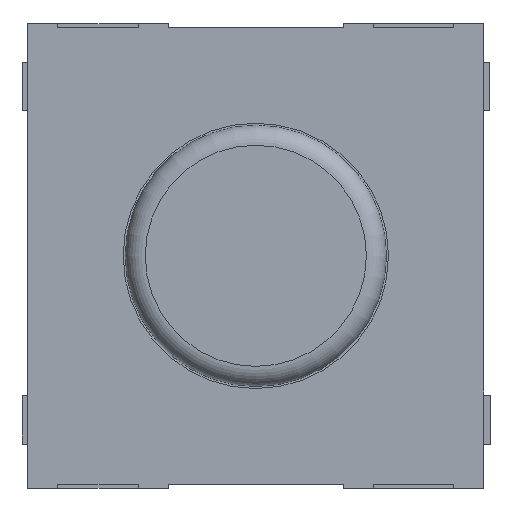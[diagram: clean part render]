
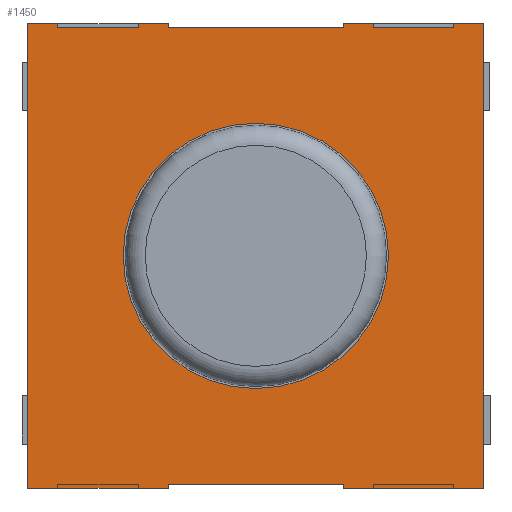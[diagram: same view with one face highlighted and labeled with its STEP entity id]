
A CAD part, top view. The second image highlights one B-rep face of the part: STEP entity #1450.
In plain terms, the highlighted planar face has unit normal (0, 0, 1).
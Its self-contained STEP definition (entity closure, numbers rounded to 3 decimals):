
#19=FACE_BOUND('',#238,.T.);
#80=PLANE('',#1564);
#158=FACE_OUTER_BOUND('',#237,.T.);
#237=EDGE_LOOP('',(#1192,#1193,#1194,#1195,#1196,#1197,#1198,#1199,#1200,
#1201,#1202,#1203,#1204,#1205,#1206,#1207,#1208,#1209,#1210,#1211));
#238=EDGE_LOOP('',(#1212));
#341=LINE('',#2164,#527);
#344=LINE('',#2170,#530);
#350=LINE('',#2181,#536);
#355=LINE('',#2192,#541);
#358=LINE('',#2198,#544);
#364=LINE('',#2209,#550);
#367=LINE('',#2215,#553);
#368=LINE('',#2217,#554);
#369=LINE('',#2219,#555);
#370=LINE('',#2221,#556);
#371=LINE('',#2222,#557);
#372=LINE('',#2224,#558);
#373=LINE('',#2226,#559);
#374=LINE('',#2228,#560);
#375=LINE('',#2230,#561);
#376=LINE('',#2232,#562);
#377=LINE('',#2234,#563);
#378=LINE('',#2236,#564);
#379=LINE('',#2238,#565);
#380=LINE('',#2239,#566);
#527=VECTOR('',#1780,10.);
#530=VECTOR('',#1785,10.);
#536=VECTOR('',#1793,10.);
#541=VECTOR('',#1802,10.);
#544=VECTOR('',#1807,10.);
#550=VECTOR('',#1815,10.);
#553=VECTOR('',#1822,10.);
#554=VECTOR('',#1823,10.);
#555=VECTOR('',#1824,10.);
#556=VECTOR('',#1825,10.);
#557=VECTOR('',#1826,10.);
#558=VECTOR('',#1827,10.);
#559=VECTOR('',#1828,10.);
#560=VECTOR('',#1829,10.);
#561=VECTOR('',#1830,10.);
#562=VECTOR('',#1831,10.);
#563=VECTOR('',#1832,10.);
#564=VECTOR('',#1833,10.);
#565=VECTOR('',#1834,10.);
#566=VECTOR('',#1835,10.);
#659=CIRCLE('',#1554,3.3);
#714=VERTEX_POINT('',#2152);
#718=VERTEX_POINT('',#2161);
#719=VERTEX_POINT('',#2163);
#720=VERTEX_POINT('',#2167);
#724=VERTEX_POINT('',#2176);
#728=VERTEX_POINT('',#2189);
#729=VERTEX_POINT('',#2191);
#730=VERTEX_POINT('',#2195);
#734=VERTEX_POINT('',#2204);
#736=VERTEX_POINT('',#2214);
#737=VERTEX_POINT('',#2216);
#738=VERTEX_POINT('',#2218);
#739=VERTEX_POINT('',#2220);
#740=VERTEX_POINT('',#2223);
#741=VERTEX_POINT('',#2225);
#742=VERTEX_POINT('',#2227);
#743=VERTEX_POINT('',#2229);
#744=VERTEX_POINT('',#2231);
#745=VERTEX_POINT('',#2233);
#746=VERTEX_POINT('',#2235);
#747=VERTEX_POINT('',#2237);
#871=EDGE_CURVE('',#714,#714,#659,.T.);
#876=EDGE_CURVE('',#719,#718,#341,.T.);
#879=EDGE_CURVE('',#718,#720,#344,.T.);
#885=EDGE_CURVE('',#724,#719,#350,.T.);
#890=EDGE_CURVE('',#729,#728,#355,.T.);
#893=EDGE_CURVE('',#728,#730,#358,.T.);
#899=EDGE_CURVE('',#734,#729,#364,.T.);
#902=EDGE_CURVE('',#720,#736,#367,.T.);
#903=EDGE_CURVE('',#736,#737,#368,.T.);
#904=EDGE_CURVE('',#737,#738,#369,.T.);
#905=EDGE_CURVE('',#738,#739,#370,.T.);
#906=EDGE_CURVE('',#739,#734,#371,.T.);
#907=EDGE_CURVE('',#730,#740,#372,.T.);
#908=EDGE_CURVE('',#740,#741,#373,.T.);
#909=EDGE_CURVE('',#741,#742,#374,.T.);
#910=EDGE_CURVE('',#742,#743,#375,.T.);
#911=EDGE_CURVE('',#743,#744,#376,.T.);
#912=EDGE_CURVE('',#744,#745,#377,.T.);
#913=EDGE_CURVE('',#745,#746,#378,.T.);
#914=EDGE_CURVE('',#746,#747,#379,.T.);
#915=EDGE_CURVE('',#747,#724,#380,.T.);
#1192=ORIENTED_EDGE('',*,*,#885,.T.);
#1193=ORIENTED_EDGE('',*,*,#876,.T.);
#1194=ORIENTED_EDGE('',*,*,#879,.T.);
#1195=ORIENTED_EDGE('',*,*,#902,.T.);
#1196=ORIENTED_EDGE('',*,*,#903,.T.);
#1197=ORIENTED_EDGE('',*,*,#904,.T.);
#1198=ORIENTED_EDGE('',*,*,#905,.T.);
#1199=ORIENTED_EDGE('',*,*,#906,.T.);
#1200=ORIENTED_EDGE('',*,*,#899,.T.);
#1201=ORIENTED_EDGE('',*,*,#890,.T.);
#1202=ORIENTED_EDGE('',*,*,#893,.T.);
#1203=ORIENTED_EDGE('',*,*,#907,.T.);
#1204=ORIENTED_EDGE('',*,*,#908,.T.);
#1205=ORIENTED_EDGE('',*,*,#909,.T.);
#1206=ORIENTED_EDGE('',*,*,#910,.T.);
#1207=ORIENTED_EDGE('',*,*,#911,.T.);
#1208=ORIENTED_EDGE('',*,*,#912,.T.);
#1209=ORIENTED_EDGE('',*,*,#913,.T.);
#1210=ORIENTED_EDGE('',*,*,#914,.T.);
#1211=ORIENTED_EDGE('',*,*,#915,.T.);
#1212=ORIENTED_EDGE('',*,*,#871,.T.);
#1450=ADVANCED_FACE('',(#158,#19),#80,.T.);
#1554=AXIS2_PLACEMENT_3D('',#2153,#1771,#1772);
#1564=AXIS2_PLACEMENT_3D('',#2213,#1820,#1821);
#1771=DIRECTION('center_axis',(0.,0.,-1.));
#1772=DIRECTION('ref_axis',(-1.,0.,0.));
#1780=DIRECTION('',(-1.,0.,0.));
#1785=DIRECTION('',(0.,1.,0.));
#1793=DIRECTION('',(0.,-1.,0.));
#1802=DIRECTION('',(-1.,0.,0.));
#1807=DIRECTION('',(0.,1.,0.));
#1815=DIRECTION('',(0.,-1.,0.));
#1820=DIRECTION('center_axis',(0.,0.,1.));
#1821=DIRECTION('ref_axis',(1.,0.,0.));
#1822=DIRECTION('',(-1.,0.,0.));
#1823=DIRECTION('',(0.,-1.,0.));
#1824=DIRECTION('',(-1.,0.,0.));
#1825=DIRECTION('',(0.,1.,0.));
#1826=DIRECTION('',(-1.,0.,0.));
#1827=DIRECTION('',(-1.,0.,0.));
#1828=DIRECTION('',(0.,-1.,0.));
#1829=DIRECTION('',(1.,0.,0.));
#1830=DIRECTION('',(0.,1.,0.));
#1831=DIRECTION('',(1.,0.,0.));
#1832=DIRECTION('',(0.,-1.,0.));
#1833=DIRECTION('',(1.,0.,0.));
#1834=DIRECTION('',(0.,1.,0.));
#1835=DIRECTION('',(-1.,0.,0.));
#2152=CARTESIAN_POINT('',(3.3,0.,3.5));
#2153=CARTESIAN_POINT('Origin',(0.,0.,3.5));
#2161=CARTESIAN_POINT('',(2.925,5.675,3.5));
#2163=CARTESIAN_POINT('',(4.925,5.675,3.5));
#2164=CARTESIAN_POINT('',(1.963,5.675,3.5));
#2167=CARTESIAN_POINT('',(2.925,5.775,3.5));
#2170=CARTESIAN_POINT('',(2.925,2.888,3.5));
#2176=CARTESIAN_POINT('',(4.925,5.775,3.5));
#2181=CARTESIAN_POINT('',(4.925,2.888,3.5));
#2189=CARTESIAN_POINT('',(-4.925,5.675,3.5));
#2191=CARTESIAN_POINT('',(-2.925,5.675,3.5));
#2192=CARTESIAN_POINT('',(-1.963,5.675,3.5));
#2195=CARTESIAN_POINT('',(-4.925,5.775,3.5));
#2198=CARTESIAN_POINT('',(-4.925,2.888,3.5));
#2204=CARTESIAN_POINT('',(-2.925,5.775,3.5));
#2209=CARTESIAN_POINT('',(-2.925,2.888,3.5));
#2213=CARTESIAN_POINT('Origin',(0.,0.,3.5));
#2214=CARTESIAN_POINT('',(2.175,5.775,3.5));
#2215=CARTESIAN_POINT('',(5.675,5.775,3.5));
#2216=CARTESIAN_POINT('',(2.175,5.675,3.5));
#2217=CARTESIAN_POINT('',(2.175,5.775,3.5));
#2218=CARTESIAN_POINT('',(-2.175,5.675,3.5));
#2219=CARTESIAN_POINT('',(-5.675,5.675,3.5));
#2220=CARTESIAN_POINT('',(-2.175,5.775,3.5));
#2221=CARTESIAN_POINT('',(-2.175,5.675,3.5));
#2222=CARTESIAN_POINT('',(-2.175,5.775,3.5));
#2223=CARTESIAN_POINT('',(-5.675,5.775,3.5));
#2224=CARTESIAN_POINT('',(-2.175,5.775,3.5));
#2225=CARTESIAN_POINT('',(-5.675,-5.775,3.5));
#2226=CARTESIAN_POINT('',(-5.675,5.775,3.5));
#2227=CARTESIAN_POINT('',(-2.175,-5.775,3.5));
#2228=CARTESIAN_POINT('',(-5.675,-5.775,3.5));
#2229=CARTESIAN_POINT('',(-2.175,-5.675,3.5));
#2230=CARTESIAN_POINT('',(-2.175,-5.775,3.5));
#2231=CARTESIAN_POINT('',(2.175,-5.675,3.5));
#2232=CARTESIAN_POINT('',(5.675,-5.675,3.5));
#2233=CARTESIAN_POINT('',(2.175,-5.775,3.5));
#2234=CARTESIAN_POINT('',(2.175,-5.675,3.5));
#2235=CARTESIAN_POINT('',(5.675,-5.775,3.5));
#2236=CARTESIAN_POINT('',(2.175,-5.775,3.5));
#2237=CARTESIAN_POINT('',(5.675,5.775,3.5));
#2238=CARTESIAN_POINT('',(5.675,-5.775,3.5));
#2239=CARTESIAN_POINT('',(5.675,5.775,3.5));
